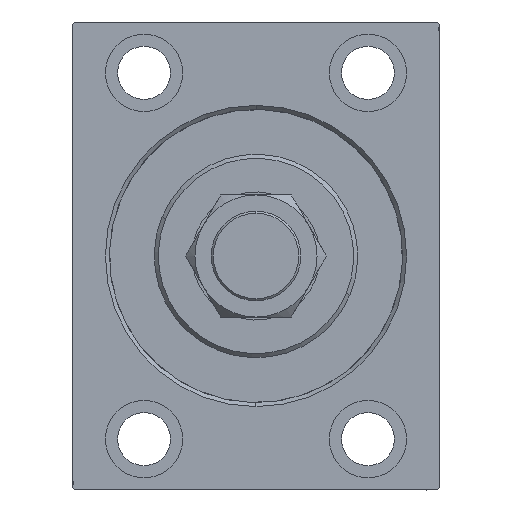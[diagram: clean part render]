
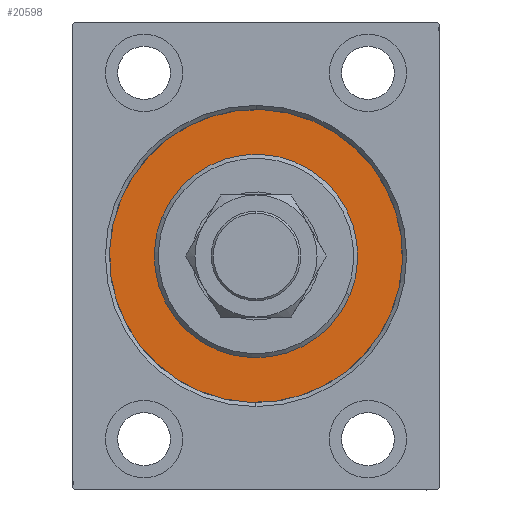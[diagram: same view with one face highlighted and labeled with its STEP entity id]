
A CAD part, left-side view. The second image highlights one B-rep face of the part: STEP entity #20598.
In plain terms, the highlighted face is planar.
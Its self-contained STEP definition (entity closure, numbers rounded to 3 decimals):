
#312 = CARTESIAN_POINT ( 'NONE',  ( 0., 0., 0. ) ) ;
#3070 = DIRECTION ( 'NONE',  ( 0., 0., 1. ) ) ;
#4101 = CARTESIAN_POINT ( 'NONE',  ( 0., 0., 0. ) ) ;
#5297 = DIRECTION ( 'NONE',  ( 0., 0., 1. ) ) ;
#5494 = CARTESIAN_POINT ( 'NONE',  ( 0., 0., 25. ) ) ;
#6521 = DIRECTION ( 'NONE',  ( -1., 0., 0. ) ) ;
#6809 = DIRECTION ( 'NONE',  ( 0., 0., -1. ) ) ;
#7036 = CARTESIAN_POINT ( 'NONE',  ( 0., 0., 0. ) ) ;
#8157 = AXIS2_PLACEMENT_3D ( 'NONE', #7036, #10268, #6809 ) ;
#9029 = EDGE_CURVE ( 'NONE', #30901, #36324, #15874, .T. ) ;
#10268 = DIRECTION ( 'NONE',  ( 1., 0., 0. ) ) ;
#11459 = AXIS2_PLACEMENT_3D ( 'NONE', #4101, #15158, #19063 ) ;
#12590 = CIRCLE ( 'NONE', #8157, 25. ) ;
#14204 = ORIENTED_EDGE ( 'NONE', *, *, #9029, .F. ) ;
#14741 = CIRCLE ( 'NONE', #34555, 36. ) ;
#15158 = DIRECTION ( 'NONE',  ( 1., 0., 0. ) ) ;
#15752 = EDGE_LOOP ( 'NONE', ( #19778, #43529 ) ) ;
#15874 = CIRCLE ( 'NONE', #11459, 25. ) ;
#18909 = CARTESIAN_POINT ( 'NONE',  ( 0., 0., 0. ) ) ;
#19063 = DIRECTION ( 'NONE',  ( 0., 0., -1. ) ) ;
#19778 = ORIENTED_EDGE ( 'NONE', *, *, #37574, .F. ) ;
#20598 = ADVANCED_FACE ( 'NONE', ( #33822, #22808 ), #40708, .F. ) ;
#22808 = FACE_OUTER_BOUND ( 'NONE', #15752, .T. ) ;
#24856 = EDGE_CURVE ( 'NONE', #33458, #33819, #14741, .T. ) ;
#26651 = CARTESIAN_POINT ( 'NONE',  ( 0., 0., -36. ) ) ;
#27234 = EDGE_LOOP ( 'NONE', ( #27642, #14204 ) ) ;
#27314 = DIRECTION ( 'NONE',  ( 0., 0., 1. ) ) ;
#27642 = ORIENTED_EDGE ( 'NONE', *, *, #27659, .F. ) ;
#27659 = EDGE_CURVE ( 'NONE', #36324, #30901, #12590, .T. ) ;
#27729 = CARTESIAN_POINT ( 'NONE',  ( 0., 0., 36. ) ) ;
#27809 = AXIS2_PLACEMENT_3D ( 'NONE', #18909, #36811, #5297 ) ;
#30762 = CARTESIAN_POINT ( 'NONE',  ( 0., 0., 0. ) ) ;
#30901 = VERTEX_POINT ( 'NONE', #33021 ) ;
#33021 = CARTESIAN_POINT ( 'NONE',  ( 0., 0., -25. ) ) ;
#33458 = VERTEX_POINT ( 'NONE', #27729 ) ;
#33819 = VERTEX_POINT ( 'NONE', #26651 ) ;
#33822 = FACE_BOUND ( 'NONE', #27234, .T. ) ;
#33971 = CIRCLE ( 'NONE', #42797, 36. ) ;
#34555 = AXIS2_PLACEMENT_3D ( 'NONE', #312, #6521, #3070 ) ;
#36324 = VERTEX_POINT ( 'NONE', #5494 ) ;
#36811 = DIRECTION ( 'NONE',  ( -1., 0., 0. ) ) ;
#37574 = EDGE_CURVE ( 'NONE', #33819, #33458, #33971, .T. ) ;
#40708 = PLANE ( 'NONE',  #27809 ) ;
#42797 = AXIS2_PLACEMENT_3D ( 'NONE', #30762, #44777, #27314 ) ;
#43529 = ORIENTED_EDGE ( 'NONE', *, *, #24856, .F. ) ;
#44777 = DIRECTION ( 'NONE',  ( -1., 0., 0. ) ) ;
